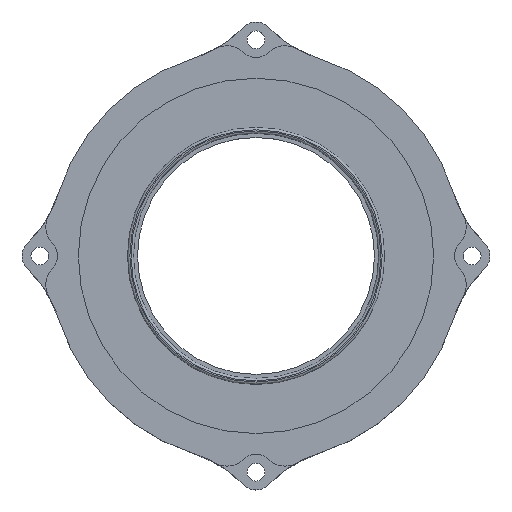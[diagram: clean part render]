
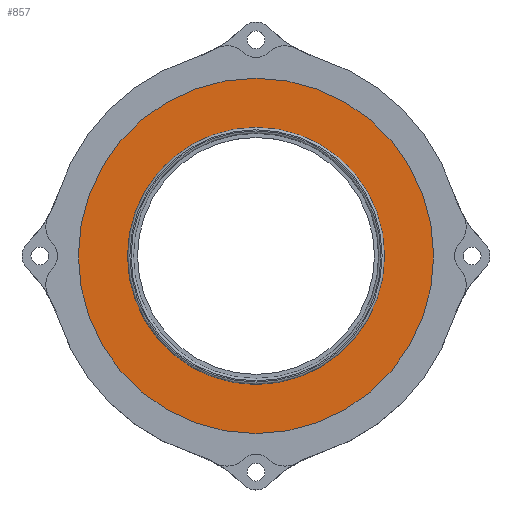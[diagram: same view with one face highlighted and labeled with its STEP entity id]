
A CAD part, top view. The second image highlights one B-rep face of the part: STEP entity #857.
In plain terms, the highlighted planar face has unit normal (0, 0, 1).
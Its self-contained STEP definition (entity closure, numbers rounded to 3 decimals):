
#119=PLANE('',#938);
#135=FACE_BOUND('',#227,.T.);
#166=FACE_OUTER_BOUND('',#226,.T.);
#226=EDGE_LOOP('',(#614));
#227=EDGE_LOOP('',(#615));
#307=CIRCLE('',#937,21.7);
#308=CIRCLE('',#939,30.);
#397=VERTEX_POINT('',#1412);
#398=VERTEX_POINT('',#1415);
#487=EDGE_CURVE('',#397,#397,#307,.T.);
#488=EDGE_CURVE('',#398,#398,#308,.T.);
#614=ORIENTED_EDGE('',*,*,#488,.F.);
#615=ORIENTED_EDGE('',*,*,#487,.T.);
#857=ADVANCED_FACE('',(#166,#135),#119,.T.);
#937=AXIS2_PLACEMENT_3D('',#1413,#1094,#1095);
#938=AXIS2_PLACEMENT_3D('',#1414,#1096,#1097);
#939=AXIS2_PLACEMENT_3D('',#1416,#1098,#1099);
#1094=DIRECTION('center_axis',(0.,0.,-1.));
#1095=DIRECTION('ref_axis',(-1.,0.,0.));
#1096=DIRECTION('center_axis',(0.,0.,1.));
#1097=DIRECTION('ref_axis',(1.,0.,0.));
#1098=DIRECTION('center_axis',(0.,0.,-1.));
#1099=DIRECTION('ref_axis',(-1.,0.,0.));
#1412=CARTESIAN_POINT('',(21.7,0.,13.));
#1413=CARTESIAN_POINT('Origin',(0.,0.,13.));
#1414=CARTESIAN_POINT('Origin',(0.,0.,
13.));
#1415=CARTESIAN_POINT('',(30.,0.,13.));
#1416=CARTESIAN_POINT('Origin',(0.,0.,13.));
